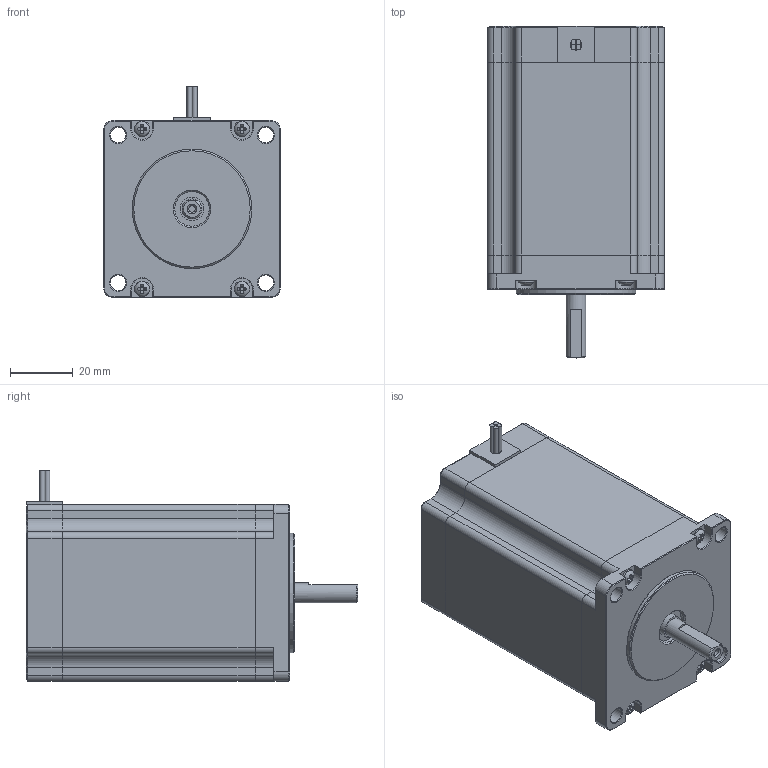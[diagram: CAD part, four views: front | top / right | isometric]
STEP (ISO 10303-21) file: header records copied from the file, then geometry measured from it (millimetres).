
FILE_DESCRIPTION(('FreeCAD Model'),'2;1');
FILE_NAME('Open CASCADE Shape Model','2022-12-26T21:47:41',(''),(''), 'Open CASCADE STEP processor 7.6','FreeCAD','Unknown');
FILE_SCHEMA(('AUTOMOTIVE_DESIGN { 1 0 10303 214 1 1 1 1 }'));
Length unit declared in the file: millimetre
Products named in the file (16): Nema_23_84mm_Frame_Stepper_Motor; Face; Main Body; Cap; Screw 2; Screw 3; Screw 4; Strain Relief; Armature; Wire - Black; Screw 1; Wire - Green; Wire - Blue; Wire - Red; Face001; Body020
Assembly tree (15 placements, depth 2):
  Nema_23_84mm_Frame_Stepper_Motor
    Face
    Main Body
    Cap
    Screw 2
    Screw 3
    Screw 4
    Strain Relief
    Armature
    Wire - Black
    Screw 1
    Wire - Green
    Wire - Blue
    Wire - Red
    Face001
    Body020
Bounding box: 56.4 x 105.78 x 67.2 mm (x, y, z)
Volume: 236927.3 mm3; surface area: 68370.6 mm2
Topology: 15 solids, 15 shells, 336 faces, 801 edges, 509 vertices
Faces by surface type: plane 201, cylinder 91, cone 36, torus 4, sphere 4
Full cylindrical faces by diameter (mm): 1.6 x4, 2 x2, 3 x16, 3.5 x1, 5 x4, 6.35 x1, 7.5 x2, 11 x2, 12 x2, 22 x4, 37.1 x2, 38 x1, 38.1 x1, 40 x1
Entity records: 22149 total; most frequent: CARTESIAN_POINT 5274, DIRECTION 3220, LINE 1772, VECTOR 1772, ORIENTED_EDGE 1602, PCURVE 1602, DEFINITIONAL_REPRESENTATION 1602, EDGE_CURVE 801
